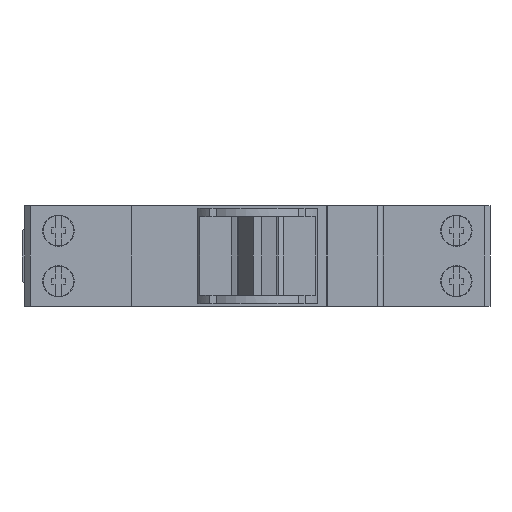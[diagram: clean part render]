
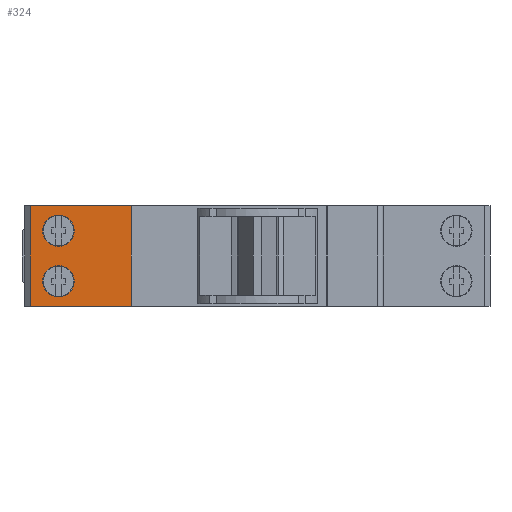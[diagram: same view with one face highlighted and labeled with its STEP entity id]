
A CAD part, left-side view. The second image highlights one B-rep face of the part: STEP entity #324.
In plain terms, the highlighted planar face has unit normal (-1, 0, 0).
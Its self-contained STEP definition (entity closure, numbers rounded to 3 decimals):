
#183 = VERTEX_POINT ( 'NONE', #4911 ) ;
#293 = CARTESIAN_POINT ( 'NONE',  ( -13., 32.7, 4.5 ) ) ;
#324 = ADVANCED_FACE ( 'NONE', ( #9071, #6613, #1455 ), #8956, .T. ) ;
#469 = EDGE_LOOP ( 'NONE', ( #2960, #8924 ) ) ;
#548 = ORIENTED_EDGE ( 'NONE', *, *, #6795, .F. ) ;
#931 = VERTEX_POINT ( 'NONE', #4139 ) ;
#1277 = EDGE_CURVE ( 'NONE', #3978, #2676, #4266, .T. ) ;
#1433 = DIRECTION ( 'NONE',  ( 0., 0., 1. ) ) ;
#1455 = FACE_OUTER_BOUND ( 'NONE', #6060, .T. ) ;
#1961 = CARTESIAN_POINT ( 'NONE',  ( -13., 38.3, 4.5 ) ) ;
#2089 = EDGE_CURVE ( 'NONE', #2676, #3978, #10663, .T. ) ;
#2162 = CARTESIAN_POINT ( 'NONE',  ( -13., 0., -9. ) ) ;
#2433 = CARTESIAN_POINT ( 'NONE',  ( -13., 35.5, 4.5 ) ) ;
#2533 = EDGE_CURVE ( 'NONE', #4288, #3792, #4086, .T. ) ;
#2676 = VERTEX_POINT ( 'NONE', #293 ) ;
#2960 = ORIENTED_EDGE ( 'NONE', *, *, #2089, .F. ) ;
#3116 = LINE ( 'NONE', #5284, #10581 ) ;
#3121 = DIRECTION ( 'NONE',  ( 0., -1., 0. ) ) ;
#3388 = DIRECTION ( 'NONE',  ( -1., 0., 0. ) ) ;
#3395 = DIRECTION ( 'NONE',  ( 0., -1., 0. ) ) ;
#3567 = CARTESIAN_POINT ( 'NONE',  ( -13., 35.5, 4.5 ) ) ;
#3643 = EDGE_LOOP ( 'NONE', ( #11025, #9079 ) ) ;
#3691 = CARTESIAN_POINT ( 'NONE',  ( -13., 38.3, -4.5 ) ) ;
#3792 = VERTEX_POINT ( 'NONE', #3691 ) ;
#3978 = VERTEX_POINT ( 'NONE', #1961 ) ;
#3981 = CARTESIAN_POINT ( 'NONE',  ( -13., 35.5, -4.5 ) ) ;
#4086 = CIRCLE ( 'NONE', #12597, 2.8 ) ;
#4089 = CARTESIAN_POINT ( 'NONE',  ( -13., 0., 9. ) ) ;
#4102 = DIRECTION ( 'NONE',  ( 0., 0., 1. ) ) ;
#4139 = CARTESIAN_POINT ( 'NONE',  ( -13., 40.5, 9. ) ) ;
#4191 = LINE ( 'NONE', #10320, #11975 ) ;
#4220 = AXIS2_PLACEMENT_3D ( 'NONE', #9217, #3388, #10201 ) ;
#4266 = CIRCLE ( 'NONE', #7659, 2.8 ) ;
#4288 = VERTEX_POINT ( 'NONE', #12095 ) ;
#4477 = DIRECTION ( 'NONE',  ( 0., -1., 0. ) ) ;
#4545 = DIRECTION ( 'NONE',  ( 0., -1., 0. ) ) ;
#4848 = EDGE_CURVE ( 'NONE', #11092, #183, #4191, .T. ) ;
#4911 = CARTESIAN_POINT ( 'NONE',  ( -13., 22.5, -9. ) ) ;
#4964 = DIRECTION ( 'NONE',  ( 0., -1., 0. ) ) ;
#5284 = CARTESIAN_POINT ( 'NONE',  ( -13., 40.5, -9. ) ) ;
#5993 = CARTESIAN_POINT ( 'NONE',  ( -13., 22.5, 9. ) ) ;
#6060 = EDGE_LOOP ( 'NONE', ( #10793, #548, #6359, #8070 ) ) ;
#6151 = VECTOR ( 'NONE', #3121, 1000. ) ;
#6359 = ORIENTED_EDGE ( 'NONE', *, *, #6602, .F. ) ;
#6602 = EDGE_CURVE ( 'NONE', #11092, #931, #3116, .T. ) ;
#6613 = FACE_BOUND ( 'NONE', #3643, .T. ) ;
#6692 = CIRCLE ( 'NONE', #4220, 2.8 ) ;
#6795 = EDGE_CURVE ( 'NONE', #931, #12249, #11331, .T. ) ;
#6927 = AXIS2_PLACEMENT_3D ( 'NONE', #2433, #9226, #3395 ) ;
#7134 = CARTESIAN_POINT ( 'NONE',  ( -13., 22.5, -9. ) ) ;
#7659 = AXIS2_PLACEMENT_3D ( 'NONE', #3567, #10388, #4545 ) ;
#8070 = ORIENTED_EDGE ( 'NONE', *, *, #4848, .T. ) ;
#8117 = DIRECTION ( 'NONE',  ( 0., 0., 1. ) ) ;
#8924 = ORIENTED_EDGE ( 'NONE', *, *, #1277, .F. ) ;
#8956 = PLANE ( 'NONE',  #10334 ) ;
#9071 = FACE_BOUND ( 'NONE', #469, .T. ) ;
#9079 = ORIENTED_EDGE ( 'NONE', *, *, #11719, .F. ) ;
#9217 = CARTESIAN_POINT ( 'NONE',  ( -13., 35.5, -4.5 ) ) ;
#9226 = DIRECTION ( 'NONE',  ( -1., 0., 0. ) ) ;
#9292 = LINE ( 'NONE', #7134, #9607 ) ;
#9607 = VECTOR ( 'NONE', #8117, 1000. ) ;
#9941 = DIRECTION ( 'NONE',  ( -1., 0., 0. ) ) ;
#10201 = DIRECTION ( 'NONE',  ( 0., -1., 0. ) ) ;
#10301 = CARTESIAN_POINT ( 'NONE',  ( -13., 40.5, -9. ) ) ;
#10320 = CARTESIAN_POINT ( 'NONE',  ( -13., 0., -9. ) ) ;
#10334 = AXIS2_PLACEMENT_3D ( 'NONE', #2162, #9941, #4102 ) ;
#10388 = DIRECTION ( 'NONE',  ( -1., 0., 0. ) ) ;
#10581 = VECTOR ( 'NONE', #1433, 1000. ) ;
#10644 = EDGE_CURVE ( 'NONE', #183, #12249, #9292, .T. ) ;
#10663 = CIRCLE ( 'NONE', #6927, 2.8 ) ;
#10793 = ORIENTED_EDGE ( 'NONE', *, *, #10644, .T. ) ;
#10814 = DIRECTION ( 'NONE',  ( -1., 0., 0. ) ) ;
#11025 = ORIENTED_EDGE ( 'NONE', *, *, #2533, .F. ) ;
#11092 = VERTEX_POINT ( 'NONE', #10301 ) ;
#11331 = LINE ( 'NONE', #4089, #6151 ) ;
#11719 = EDGE_CURVE ( 'NONE', #3792, #4288, #6692, .T. ) ;
#11975 = VECTOR ( 'NONE', #4477, 1000. ) ;
#12095 = CARTESIAN_POINT ( 'NONE',  ( -13., 32.7, -4.5 ) ) ;
#12249 = VERTEX_POINT ( 'NONE', #5993 ) ;
#12597 = AXIS2_PLACEMENT_3D ( 'NONE', #3981, #10814, #4964 ) ;
